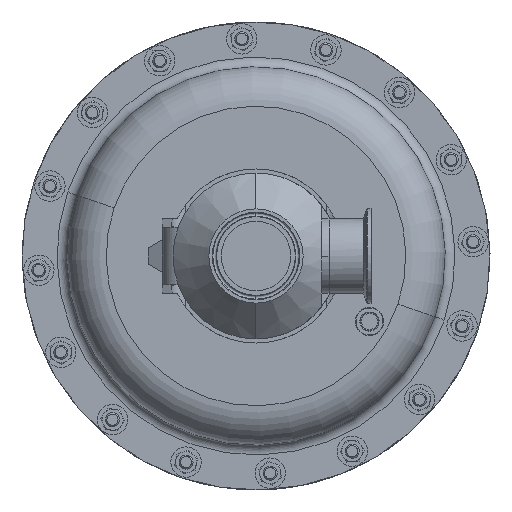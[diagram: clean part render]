
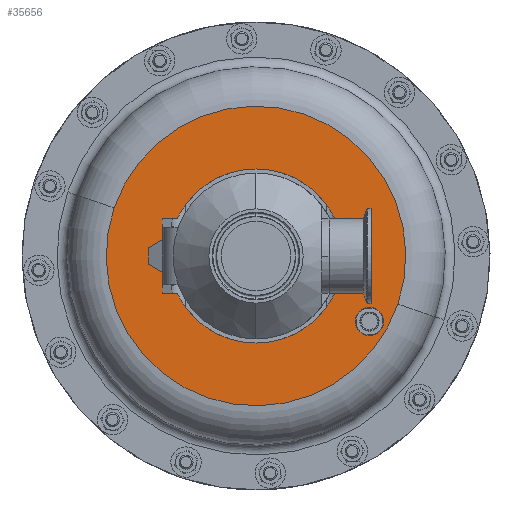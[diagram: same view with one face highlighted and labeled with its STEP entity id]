
A CAD part, front view. The second image highlights one B-rep face of the part: STEP entity #35656.
In plain terms, the highlighted planar face has unit normal (0, -1, 0).
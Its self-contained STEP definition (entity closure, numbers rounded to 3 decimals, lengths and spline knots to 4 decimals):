
#2100 = DIRECTION ( 'NONE',  ( 0., 1., 0. ) ) ;
#3587 = DIRECTION ( 'NONE',  ( 0., 1., 0. ) ) ;
#4056 = FACE_BOUND ( 'NONE', #25244, .T. ) ;
#4241 = AXIS2_PLACEMENT_3D ( 'NONE', #37974, #16077, #19652 ) ;
#4564 = CARTESIAN_POINT ( 'NONE',  ( 0., 9.66, 2.325 ) ) ;
#5393 = EDGE_CURVE ( 'NONE', #15819, #30309, #37055, .T. ) ;
#6864 = ORIENTED_EDGE ( 'NONE', *, *, #22492, .F. ) ;
#7425 = VERTEX_POINT ( 'NONE', #35527 ) ;
#7945 = CARTESIAN_POINT ( 'NONE',  ( 0., 9.66, -2.325 ) ) ;
#8085 = AXIS2_PLACEMENT_3D ( 'NONE', #20893, #2100, #14555 ) ;
#10067 = VERTEX_POINT ( 'NONE', #11771 ) ;
#10236 = AXIS2_PLACEMENT_3D ( 'NONE', #34912, #3587, #38520 ) ;
#10308 = AXIS2_PLACEMENT_3D ( 'NONE', #32840, #16755, #22808 ) ;
#11418 = FACE_OUTER_BOUND ( 'NONE', #37522, .T. ) ;
#11771 = CARTESIAN_POINT ( 'NONE',  ( 3.7877, 9.66, -1.2858 ) ) ;
#12682 = EDGE_CURVE ( 'NONE', #7425, #15166, #35643, .T. ) ;
#14555 = DIRECTION ( 'NONE',  ( 0.249, 0., -0.969 ) ) ;
#15123 = DIRECTION ( 'NONE',  ( 0., -1., 0. ) ) ;
#15166 = VERTEX_POINT ( 'NONE', #38507 ) ;
#15819 = VERTEX_POINT ( 'NONE', #7945 ) ;
#16077 = DIRECTION ( 'NONE',  ( 0., 1., 0. ) ) ;
#16667 = DIRECTION ( 'NONE',  ( 0., 1., 0. ) ) ;
#16755 = DIRECTION ( 'NONE',  ( 0., -1., 0. ) ) ;
#18161 = CIRCLE ( 'NONE', #21610, 2.325 ) ;
#18213 = CARTESIAN_POINT ( 'NONE',  ( 0., 9.66, 0. ) ) ;
#19619 = EDGE_CURVE ( 'NONE', #34067, #10067, #32045, .T. ) ;
#19652 = DIRECTION ( 'NONE',  ( 0.249, 0., -0.969 ) ) ;
#19754 = ORIENTED_EDGE ( 'NONE', *, *, #19619, .F. ) ;
#20893 = CARTESIAN_POINT ( 'NONE',  ( 3.0311, 9.66, -1.75 ) ) ;
#21610 = AXIS2_PLACEMENT_3D ( 'NONE', #18213, #30206, #36789 ) ;
#21998 = PLANE ( 'NONE',  #22265 ) ;
#22112 = EDGE_CURVE ( 'NONE', #30309, #15819, #18161, .T. ) ;
#22265 = AXIS2_PLACEMENT_3D ( 'NONE', #31086, #15123, #25154 ) ;
#22492 = EDGE_CURVE ( 'NONE', #10067, #34067, #27007, .T. ) ;
#22808 = DIRECTION ( 'NONE',  ( 0., 0., -1. ) ) ;
#24901 = CARTESIAN_POINT ( 'NONE',  ( -3.7877, 9.66, 1.2858 ) ) ;
#25154 = DIRECTION ( 'NONE',  ( -0.947, 0., 0.321 ) ) ;
#25244 = EDGE_LOOP ( 'NONE', ( #27483, #35033 ) ) ;
#27007 = CIRCLE ( 'NONE', #29269, 4. ) ;
#27103 = EDGE_LOOP ( 'NONE', ( #33263, #34681 ) ) ;
#27483 = ORIENTED_EDGE ( 'NONE', *, *, #36836, .T. ) ;
#29269 = AXIS2_PLACEMENT_3D ( 'NONE', #35515, #16667, #38708 ) ;
#30206 = DIRECTION ( 'NONE',  ( 0., -1., 0. ) ) ;
#30309 = VERTEX_POINT ( 'NONE', #4564 ) ;
#31059 = CIRCLE ( 'NONE', #8085, 0.375 ) ;
#31086 = CARTESIAN_POINT ( 'NONE',  ( -1.2858, 9.66, -3.7877 ) ) ;
#32045 = CIRCLE ( 'NONE', #10236, 4. ) ;
#32840 = CARTESIAN_POINT ( 'NONE',  ( 0., 9.66, 0. ) ) ;
#33263 = ORIENTED_EDGE ( 'NONE', *, *, #5393, .F. ) ;
#34067 = VERTEX_POINT ( 'NONE', #24901 ) ;
#34681 = ORIENTED_EDGE ( 'NONE', *, *, #22112, .F. ) ;
#34912 = CARTESIAN_POINT ( 'NONE',  ( 0., 9.66, 0. ) ) ;
#35033 = ORIENTED_EDGE ( 'NONE', *, *, #12682, .T. ) ;
#35040 = FACE_BOUND ( 'NONE', #27103, .T. ) ;
#35515 = CARTESIAN_POINT ( 'NONE',  ( 0., 9.66, 0. ) ) ;
#35527 = CARTESIAN_POINT ( 'NONE',  ( 2.9378, 9.66, -1.3868 ) ) ;
#35643 = CIRCLE ( 'NONE', #4241, 0.375 ) ;
#35656 = ADVANCED_FACE ( 'NONE', ( #35040, #11418, #4056 ), #21998, .T. ) ;
#36789 = DIRECTION ( 'NONE',  ( 0., 0., -1. ) ) ;
#36836 = EDGE_CURVE ( 'NONE', #15166, #7425, #31059, .T. ) ;
#37055 = CIRCLE ( 'NONE', #10308, 2.325 ) ;
#37522 = EDGE_LOOP ( 'NONE', ( #6864, #19754 ) ) ;
#37974 = CARTESIAN_POINT ( 'NONE',  ( 3.0311, 9.66, -1.75 ) ) ;
#38507 = CARTESIAN_POINT ( 'NONE',  ( 3.1244, 9.66, -2.1132 ) ) ;
#38520 = DIRECTION ( 'NONE',  ( 0.947, 0., -0.321 ) ) ;
#38708 = DIRECTION ( 'NONE',  ( 0.947, 0., -0.321 ) ) ;
